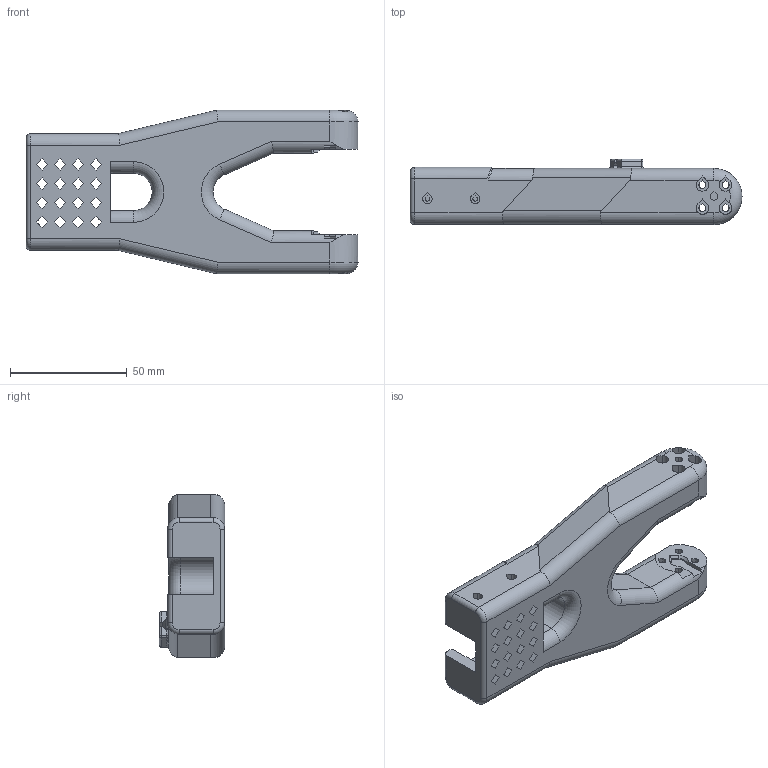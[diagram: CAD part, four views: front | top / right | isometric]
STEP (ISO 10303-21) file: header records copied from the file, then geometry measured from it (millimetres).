
FILE_DESCRIPTION(/* description */ ('','CAx-IF Rec.Pracs.---Representation and Presentation of Product Manufacturing Information (PMI)---4.0---2014-10-13'),/* implementation_level */ '2;1');
FILE_NAME(/* name */ 'SO_ARM100_08k (1) v1.step',/* time_stamp */ '2025-01-27T14:26:34+01:00',/* author */ (''),/* organization */ (''),/* preprocessor_version */ 'ST-DEVELOPER v20',/* originating_system */ 'Autodesk Translation Framework v13.20.0.188',/* authorisation */ '');
FILE_SCHEMA (('AP242_MANAGED_MODEL_BASED_3D_ENGINEERING_MIM_LF { 1 0 10303 442 1 1 4 }'));
Length unit declared in the file: millimetre
Products named in the file (1): SO_ARM100_08k (1)
Bounding box: 142.17 x 28 x 70 mm (x, y, z)
Volume: 126194.3 mm3; surface area: 29372.3 mm2
Topology: 1 solids, 1 shells, 331 faces, 917 edges, 585 vertices
Faces by surface type: plane 217, cylinder 88, torus 15, bspline 5, cone 4, sphere 2
Entity records: 10884 total; most frequent: CARTESIAN_POINT 2208, ORIENTED_EDGE 1830, DIRECTION 1751, EDGE_CURVE 915, LINE 669, VECTOR 669, VERTEX_POINT 585, AXIS2_PLACEMENT_3D 541
